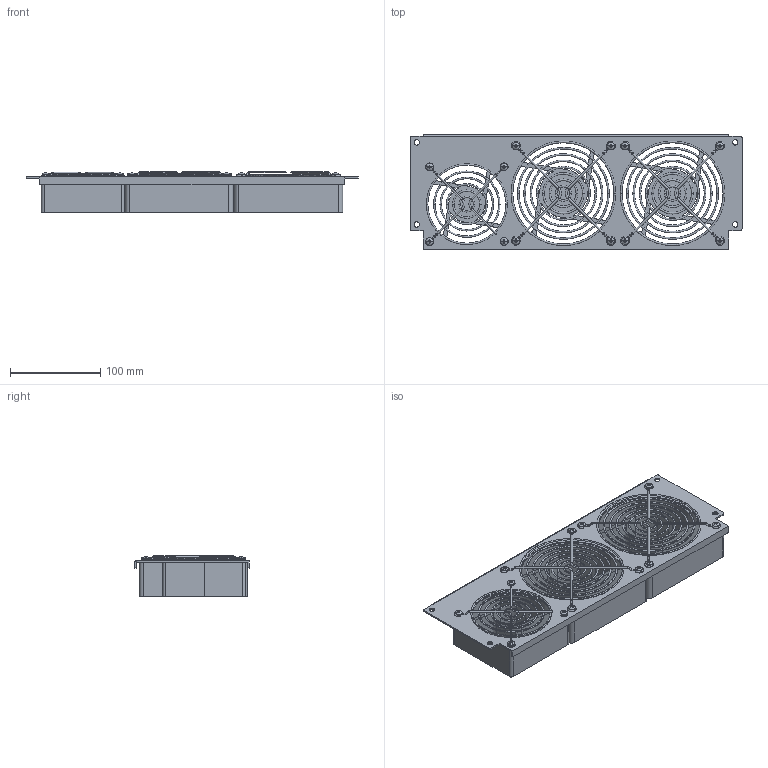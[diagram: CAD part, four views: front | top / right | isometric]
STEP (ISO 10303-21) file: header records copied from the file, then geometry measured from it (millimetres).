
FILE_DESCRIPTION (( 'STEP AP214' ), '1' );
FILE_NAME ('GS4-FAN-EM2.STEP', '2017-05-24T19:48:50', ( '' ), ( '' ), 'SwSTEP 2.0', 'SolidWorks 2015', '' );
FILE_SCHEMA (( 'AUTOMOTIVE_DESIGN' ));
Length unit declared in the file: millimetre
Products named in the file (1): GS4-FAN-EM2
Bounding box: 368 x 127 x 45.15 mm (x, y, z)
Surface area: 214256.2 mm2 (no closed solid volume)
Topology: 0 solids, 91 shells, 335 faces, 1363 edges, 1074 vertices
Faces by surface type: bspline 170, cylinder 103, plane 62
Entity records: 27083 total; most frequent: CARTESIAN_POINT 13061, DIRECTION 2150, ORIENTED_EDGE 1828, EDGE_CURVE 1363, VERTEX_POINT 1074, AXIS2_PLACEMENT_3D 881, CIRCLE 715, EDGE_LOOP 397
